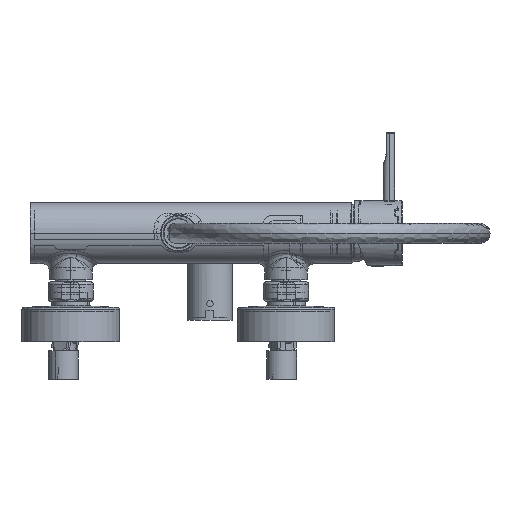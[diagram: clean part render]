
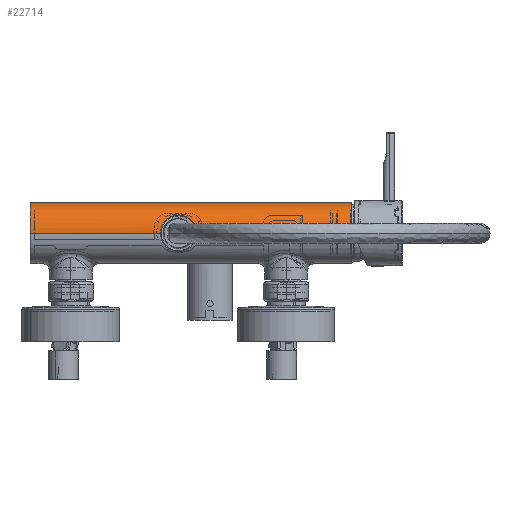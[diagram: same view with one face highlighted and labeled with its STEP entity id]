
A CAD part, front view. The second image highlights one B-rep face of the part: STEP entity #22714.
In plain terms, the highlighted cylindrical face has radius 21 mm (diameter 42 mm), a partial arc.
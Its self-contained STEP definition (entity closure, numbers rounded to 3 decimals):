
#888 = ORIENTED_EDGE ( 'NONE', *, *, #1210, .F. ) ;
#1079 = VERTEX_POINT ( 'NONE', #2889 ) ;
#1101 = DIRECTION ( 'NONE',  ( 1., 0., 0. ) ) ;
#1210 = EDGE_CURVE ( 'NONE', #2322, #1079, #30001, .T. ) ;
#1276 = CIRCLE ( 'NONE', #25757, 21. ) ;
#1524 = CARTESIAN_POINT ( 'NONE',  ( 12.5, -21., 0. ) ) ;
#1933 = CARTESIAN_POINT ( 'NONE',  ( 12.063, -20.743, 3.303 ) ) ;
#2322 = VERTEX_POINT ( 'NONE', #38528 ) ;
#2462 = CARTESIAN_POINT ( 'NONE',  ( 12.5, -21., 0. ) ) ;
#2889 = CARTESIAN_POINT ( 'NONE',  ( 119.95, 21., 0. ) ) ;
#2970 = CARTESIAN_POINT ( 'NONE',  ( 0.851, -16.891, 12.478 ) ) ;
#5875 = CARTESIAN_POINT ( 'NONE',  ( -10.808, -20.035, 6.331 ) ) ;
#6124 = CARTESIAN_POINT ( 'NONE',  ( 2.907, -17.118, 12.164 ) ) ;
#6660 = CARTESIAN_POINT ( 'NONE',  ( -4.092, -17.359, 11.819 ) ) ;
#6845 = EDGE_CURVE ( 'NONE', #1079, #20235, #1276, .T. ) ;
#8208 = CARTESIAN_POINT ( 'NONE',  ( -11.675, -20.519, 4.484 ) ) ;
#8330 = EDGE_CURVE ( 'NONE', #11907, #31512, #33464, .T. ) ;
#9356 = CARTESIAN_POINT ( 'NONE',  ( 0., 21., 0. ) ) ;
#9635 = CARTESIAN_POINT ( 'NONE',  ( -102.37, 0., 0. ) ) ;
#9740 = DIRECTION ( 'NONE',  ( 1., 0., 0. ) ) ;
#10237 = CARTESIAN_POINT ( 'NONE',  ( 0., -21., 0. ) ) ;
#10248 = ORIENTED_EDGE ( 'NONE', *, *, #28130, .F. ) ;
#10365 = CARTESIAN_POINT ( 'NONE',  ( 10.808, -20.035, 6.332 ) ) ;
#10472 = DIRECTION ( 'NONE',  ( 1., 0., 0. ) ) ;
#10636 = CARTESIAN_POINT ( 'NONE',  ( -1.673, -16.938, 12.415 ) ) ;
#10823 = DIRECTION ( 'NONE',  ( 0., -1., 0. ) ) ;
#10904 = CARTESIAN_POINT ( 'NONE',  ( 5.606, -17.767, 11.202 ) ) ;
#11149 = CARTESIAN_POINT ( 'NONE',  ( -12.331, -20.9, 2.09 ) ) ;
#11907 = VERTEX_POINT ( 'NONE', #1524 ) ;
#12428 = ORIENTED_EDGE ( 'NONE', *, *, #8330, .F. ) ;
#14327 = CARTESIAN_POINT ( 'NONE',  ( -7.649, -18.517, 9.919 ) ) ;
#14593 = CARTESIAN_POINT ( 'NONE',  ( 6.309, -18.005, 10.821 ) ) ;
#14854 = CARTESIAN_POINT ( 'NONE',  ( -6.651, -18.135, 10.591 ) ) ;
#14991 = LINE ( 'NONE', #10237, #33707 ) ;
#15128 = CARTESIAN_POINT ( 'NONE',  ( -6.303, -18.01, 10.802 ) ) ;
#18037 = CARTESIAN_POINT ( 'NONE',  ( 4.487, -17.457, 11.674 ) ) ;
#18581 = CARTESIAN_POINT ( 'NONE',  ( 12.5, -21., 0.848 ) ) ;
#18834 = CARTESIAN_POINT ( 'NONE',  ( 9.899, -19.56, 7.676 ) ) ;
#19604 = CARTESIAN_POINT ( 'NONE',  ( -12.478, -20.987, 0.847 ) ) ;
#19844 = CARTESIAN_POINT ( 'NONE',  ( -12.5, -21., 0. ) ) ;
#20235 = VERTEX_POINT ( 'NONE', #52349 ) ;
#20378 = CARTESIAN_POINT ( 'NONE',  ( -12.5, -21., 0.423 ) ) ;
#21476 = EDGE_CURVE ( 'NONE', #41148, #31512, #14991, .T. ) ;
#21665 = FACE_OUTER_BOUND ( 'NONE', #52242, .T. ) ;
#22269 = CARTESIAN_POINT ( 'NONE',  ( -0.842, -16.874, 12.5 ) ) ;
#22313 = DIRECTION ( 'NONE',  ( 1., 0., 0. ) ) ;
#22714 = ADVANCED_FACE ( 'NONE', ( #21665 ), #50793, .T. ) ;
#22811 = CARTESIAN_POINT ( 'NONE',  ( 7.305, -18.385, 10.151 ) ) ;
#23323 = CARTESIAN_POINT ( 'NONE',  ( -12.063, -20.743, 3.301 ) ) ;
#23720 = ORIENTED_EDGE ( 'NONE', *, *, #21476, .T. ) ;
#24360 = CARTESIAN_POINT ( 'NONE',  ( -12.166, -20.803, 2.901 ) ) ;
#25757 = AXIS2_PLACEMENT_3D ( 'NONE', #50727, #10472, #30346 ) ;
#25787 = DIRECTION ( 'NONE',  ( -1., 0., 0. ) ) ;
#25996 = CARTESIAN_POINT ( 'NONE',  ( 11.816, -20.6, 4.1 ) ) ;
#26172 = CARTESIAN_POINT ( 'NONE',  ( 0., 0., 0. ) ) ;
#26259 = CARTESIAN_POINT ( 'NONE',  ( 4.103, -17.362, 11.815 ) ) ;
#27055 = CARTESIAN_POINT ( 'NONE',  ( -8.262, -18.782, 9.414 ) ) ;
#28130 = EDGE_CURVE ( 'NONE', #41148, #2322, #47024, .T. ) ;
#28328 = CARTESIAN_POINT ( 'NONE',  ( -12.394, -20.937, 1.68 ) ) ;
#28416 = VECTOR ( 'NONE', #22313, 1000. ) ;
#30001 = LINE ( 'NONE', #9356, #28416 ) ;
#30238 = CARTESIAN_POINT ( 'NONE',  ( 11.195, -20.249, 5.62 ) ) ;
#30346 = DIRECTION ( 'NONE',  ( 0., 1., 0. ) ) ;
#30746 = CARTESIAN_POINT ( 'NONE',  ( 2.094, -16.999, 12.33 ) ) ;
#31284 = CARTESIAN_POINT ( 'NONE',  ( -9.384, -19.307, 8.268 ) ) ;
#31512 = VERTEX_POINT ( 'NONE', #37688 ) ;
#32916 = CARTESIAN_POINT ( 'NONE',  ( -102.37, -21., 0. ) ) ;
#33348 = CARTESIAN_POINT ( 'NONE',  ( 0., -21., 0. ) ) ;
#33464 = B_SPLINE_CURVE_WITH_KNOTS ( 'NONE', 3,
 ( #2462, #18581, #42925, #46633, #1933, #25996, #34717, #30238, #10365, #18834, #39199, #50884, #34457, #46379, #22811, #14593, #10904, #18037, #26259, #42375, #6124, #30746, #50623, #2970, #34957, #22269, #10636, #46894, #38387, #6660, #51409, #38946, #51133, #15128, #14854, #14327, #27055, #43185, #31284, #47439, #42121, #5875, #47680, #8208, #39724, #23323, #24360, #11149, #28328, #19604, #20378, #19844 ),
 .UNSPECIFIED., .F., .F.,
 ( 4, 2, 2, 2, 2, 2, 2, 2, 2, 2, 2, 2, 2, 2, 2, 2, 2, 2, 2, 2, 2, 2, 2, 2, 2, 4 ),
 ( 0., 0.003, 0.004, 0.005, 0.008, 0.01, 0.011, 0.013, 0.015, 0.016, 0.018, 0.019, 0.02, 0.023, 0.024, 0.025, 0.026, 0.028, 0.03, 0.031, 0.033, 0.035, 0.036, 0.038, 0.039, 0.04 ),
 .UNSPECIFIED. ) ;
#33707 = VECTOR ( 'NONE', #34578, 1000. ) ;
#34457 = CARTESIAN_POINT ( 'NONE',  ( 8.247, -18.78, 9.402 ) ) ;
#34523 = ORIENTED_EDGE ( 'NONE', *, *, #6845, .F. ) ;
#34578 = DIRECTION ( 'NONE',  ( 1., 0., 0. ) ) ;
#34717 = CARTESIAN_POINT ( 'NONE',  ( 11.673, -20.518, 4.489 ) ) ;
#34957 = CARTESIAN_POINT ( 'NONE',  ( 0.428, -16.875, 12.5 ) ) ;
#36799 = AXIS2_PLACEMENT_3D ( 'NONE', #9635, #25787, #41922 ) ;
#37556 = LINE ( 'NONE', #33348, #39039 ) ;
#37688 = CARTESIAN_POINT ( 'NONE',  ( -12.5, -21., 0. ) ) ;
#38387 = CARTESIAN_POINT ( 'NONE',  ( -3.302, -17.19, 12.063 ) ) ;
#38528 = CARTESIAN_POINT ( 'NONE',  ( -102.37, 21., 0. ) ) ;
#38946 = CARTESIAN_POINT ( 'NONE',  ( -5.226, -17.662, 11.362 ) ) ;
#39039 = VECTOR ( 'NONE', #1101, 1000. ) ;
#39199 = CARTESIAN_POINT ( 'NONE',  ( 9.387, -19.303, 8.292 ) ) ;
#39724 = CARTESIAN_POINT ( 'NONE',  ( -11.819, -20.602, 4.091 ) ) ;
#39727 = EDGE_CURVE ( 'NONE', #11907, #20235, #37556, .T. ) ;
#41148 = VERTEX_POINT ( 'NONE', #32916 ) ;
#41366 = AXIS2_PLACEMENT_3D ( 'NONE', #26172, #9740, #10823 ) ;
#41922 = DIRECTION ( 'NONE',  ( 0., 1., 0. ) ) ;
#42121 = CARTESIAN_POINT ( 'NONE',  ( -10.135, -19.683, 7.328 ) ) ;
#42375 = CARTESIAN_POINT ( 'NONE',  ( 3.31, -17.192, 12.061 ) ) ;
#42925 = CARTESIAN_POINT ( 'NONE',  ( 12.415, -20.949, 1.679 ) ) ;
#43185 = CARTESIAN_POINT ( 'NONE',  ( -9.111, -19.176, 8.567 ) ) ;
#45743 = ORIENTED_EDGE ( 'NONE', *, *, #39727, .T. ) ;
#46379 = CARTESIAN_POINT ( 'NONE',  ( 7.628, -18.517, 9.91 ) ) ;
#46633 = CARTESIAN_POINT ( 'NONE',  ( 12.166, -20.803, 2.9 ) ) ;
#46894 = CARTESIAN_POINT ( 'NONE',  ( -2.896, -17.116, 12.167 ) ) ;
#47024 = CIRCLE ( 'NONE', #36799, 21. ) ;
#47439 = CARTESIAN_POINT ( 'NONE',  ( -9.895, -19.561, 7.648 ) ) ;
#47680 = CARTESIAN_POINT ( 'NONE',  ( -11.194, -20.248, 5.623 ) ) ;
#50623 = CARTESIAN_POINT ( 'NONE',  ( 1.683, -16.953, 12.393 ) ) ;
#50727 = CARTESIAN_POINT ( 'NONE',  ( 119.95, 0., 0. ) ) ;
#50793 = CYLINDRICAL_SURFACE ( 'NONE', #41366, 21. ) ;
#50884 = CARTESIAN_POINT ( 'NONE',  ( 8.542, -18.912, 9.135 ) ) ;
#51133 = CARTESIAN_POINT ( 'NONE',  ( -5.591, -17.773, 11.187 ) ) ;
#51409 = CARTESIAN_POINT ( 'NONE',  ( -4.476, -17.454, 11.678 ) ) ;
#52242 = EDGE_LOOP ( 'NONE', ( #888, #10248, #23720, #12428, #45743, #34523 ) ) ;
#52349 = CARTESIAN_POINT ( 'NONE',  ( 119.95, -21., 0. ) ) ;
